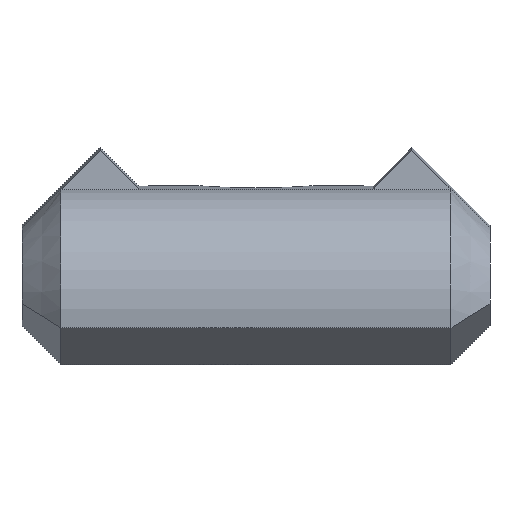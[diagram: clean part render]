
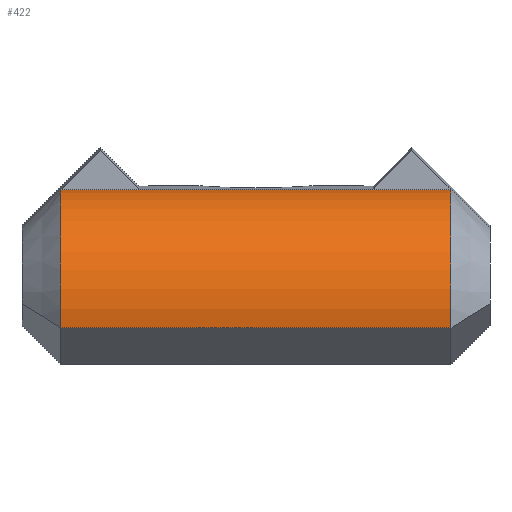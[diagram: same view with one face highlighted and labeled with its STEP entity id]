
A CAD part, left-side view. The second image highlights one B-rep face of the part: STEP entity #422.
In plain terms, the highlighted cylindrical face has radius 3 mm (diameter 6 mm), a partial arc.
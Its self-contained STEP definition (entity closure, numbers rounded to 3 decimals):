
#26=CYLINDRICAL_SURFACE('',#475,3.);
#34=CIRCLE('',#466,3.);
#39=CIRCLE('',#476,3.);
#66=FACE_OUTER_BOUND('',#94,.T.);
#94=EDGE_LOOP('',(#340,#341,#342,#343,#344,#345));
#108=LINE('',#639,#139);
#109=LINE('',#650,#140);
#125=LINE('',#750,#156);
#126=LINE('',#753,#157);
#139=VECTOR('',#499,10.);
#140=VECTOR('',#502,10.);
#156=VECTOR('',#566,10.);
#157=VECTOR('',#569,10.);
#183=VERTEX_POINT('',#631);
#184=VERTEX_POINT('',#635);
#186=VERTEX_POINT('',#642);
#187=VERTEX_POINT('',#646);
#201=VERTEX_POINT('',#730);
#204=VERTEX_POINT('',#752);
#219=EDGE_CURVE('',#183,#184,#108,.T.);
#222=EDGE_CURVE('',#186,#187,#109,.T.);
#244=EDGE_CURVE('',#201,#187,#34,.T.);
#254=EDGE_CURVE('',#184,#186,#125,.T.);
#255=EDGE_CURVE('',#204,#201,#126,.T.);
#256=EDGE_CURVE('',#183,#204,#39,.T.);
#340=ORIENTED_EDGE('',*,*,#244,.F.);
#341=ORIENTED_EDGE('',*,*,#255,.F.);
#342=ORIENTED_EDGE('',*,*,#256,.F.);
#343=ORIENTED_EDGE('',*,*,#219,.T.);
#344=ORIENTED_EDGE('',*,*,#254,.T.);
#345=ORIENTED_EDGE('',*,*,#222,.T.);
#422=ADVANCED_FACE('',(#66),#26,.T.);
#466=AXIS2_PLACEMENT_3D('',#731,#544,#545);
#475=AXIS2_PLACEMENT_3D('',#751,#567,#568);
#476=AXIS2_PLACEMENT_3D('',#754,#570,#571);
#499=DIRECTION('',(0.,1.,0.));
#502=DIRECTION('',(0.,1.,0.));
#544=DIRECTION('center_axis',(0.,1.,0.));
#545=DIRECTION('ref_axis',(-0.982,0.,-0.187));
#566=DIRECTION('',(0.,1.,0.));
#567=DIRECTION('center_axis',(0.,1.,0.));
#568=DIRECTION('ref_axis',(-0.982,0.,-0.187));
#569=DIRECTION('',(0.,1.,0.));
#570=DIRECTION('center_axis',(0.,-1.,0.));
#571=DIRECTION('ref_axis',(-0.982,0.,-0.187));
#631=CARTESIAN_POINT('',(-2.,1.,19.9));
#635=CARTESIAN_POINT('',(-2.,3.,19.9));
#639=CARTESIAN_POINT('',(-2.,0.,19.9));
#642=CARTESIAN_POINT('',(-2.,9.,19.9));
#646=CARTESIAN_POINT('',(-2.,11.,19.9));
#650=CARTESIAN_POINT('',(-2.,0.,19.9));
#730=CARTESIAN_POINT('',(-4.647,11.,16.353));
#731=CARTESIAN_POINT('Origin',(-1.7,11.,16.915));
#750=CARTESIAN_POINT('',(-2.,0.,19.9));
#751=CARTESIAN_POINT('Origin',(-1.7,0.,16.915));
#752=CARTESIAN_POINT('',(-4.647,1.,16.353));
#753=CARTESIAN_POINT('',(-4.647,0.,16.353));
#754=CARTESIAN_POINT('Origin',(-1.7,1.,16.915));
